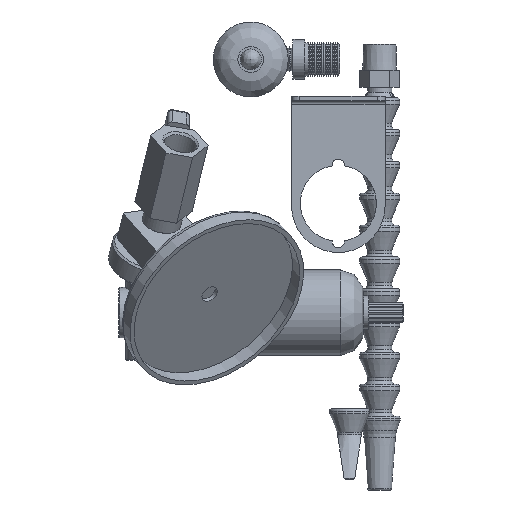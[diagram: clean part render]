
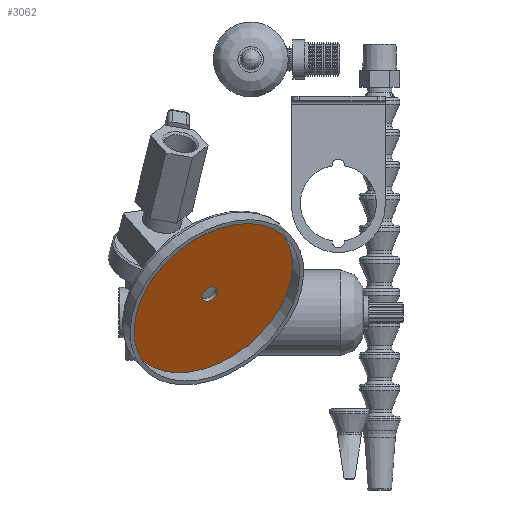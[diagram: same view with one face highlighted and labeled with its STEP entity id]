
A CAD part, left-side view. The second image highlights one B-rep face of the part: STEP entity #3062.
In plain terms, the highlighted face is planar.
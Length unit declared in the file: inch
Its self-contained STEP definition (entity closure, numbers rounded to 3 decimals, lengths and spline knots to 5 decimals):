
#3028=CARTESIAN_POINT('',(0.0747,1.84868,0.0));
#3029=VERTEX_POINT('',#3028);
#3030=CARTESIAN_POINT('',(0.0747,0.32963,0.0));
#3031=DIRECTION('',(1.0,0.0,0.0));
#3032=DIRECTION('',(0.0,1.0,0.0));
#3033=AXIS2_PLACEMENT_3D('',#3030,#3031,#3032);
#3034=CIRCLE('',#3033,1.51905);
#3035=EDGE_CURVE('',#3029,#3029,#3034,.T.);
#3043=CARTESIAN_POINT('',(0.0747,1.15946,0.0));
#3044=DIRECTION('',(1.0,0.0,0.0));
#3045=DIRECTION('',(0.0,0.0,-1.0));
#3046=AXIS2_PLACEMENT_3D('',#3043,#3044,#3045);
#3047=PLANE('',#3046);
#3048=ORIENTED_EDGE('',*,*,#3035,.T.);
#3049=EDGE_LOOP('',(#3048));
#3050=FACE_OUTER_BOUND('',#3049,.T.);
#3051=CARTESIAN_POINT('',(0.0747,0.47025,0.0));
#3052=VERTEX_POINT('',#3051);
#3053=CARTESIAN_POINT('',(0.0747,0.32963,0.0));
#3054=DIRECTION('',(1.0,0.0,0.0));
#3055=DIRECTION('',(0.0,1.0,0.0));
#3056=AXIS2_PLACEMENT_3D('',#3053,#3054,#3055);
#3057=CIRCLE('',#3056,0.14063);
#3058=EDGE_CURVE('',#3052,#3052,#3057,.T.);
#3059=ORIENTED_EDGE('',*,*,#3058,.F.);
#3060=EDGE_LOOP('',(#3059));
#3061=FACE_BOUND('',#3060,.T.);
#3062=ADVANCED_FACE('',(#3050,#3061),#3047,.T.);
